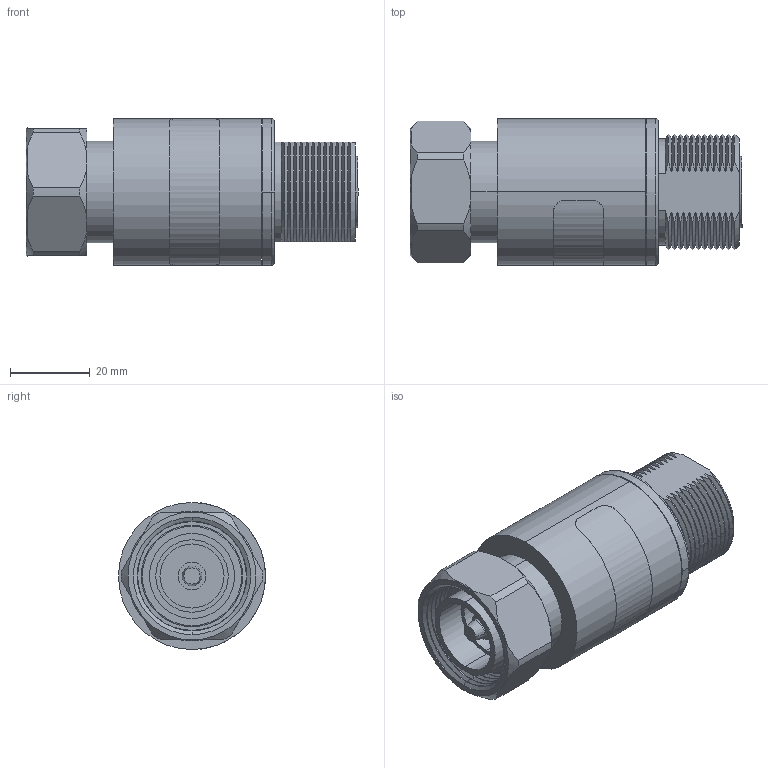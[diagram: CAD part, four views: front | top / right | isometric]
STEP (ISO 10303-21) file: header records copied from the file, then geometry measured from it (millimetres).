
FILE_DESCRIPTION (( 'STEP AP214' ), '1' );
FILE_NAME ('LCSP1006.STEP', '2018-05-01T16:39:34', ( '' ), ( '' ), 'SwSTEP 2.0', 'SolidWorks 2017', '' );
FILE_SCHEMA (( 'AUTOMOTIVE_DESIGN' ));
Length unit declared in the file: inch
Products named in the file (17): LCSP1006; 5800-0171_5800-0171; 4050-0009; 4035-0072; 4009-0036; 4035-0071; 2811-0021; 5800-0173; MED CURVED LP LABEL_CURVED2; 7040-0092; 4051-0026; 4052-0025; 4052-0026; 4050-0013; 5800-0172; 7040-0060; 1729-0040
Assembly tree (21 placements, depth 2):
  LCSP1006
    5800-0171_5800-0171
    5800-0172
    5800-0173
    1729-0040
    7040-0060
    2811-0021  x2
    4052-0025
    4052-0026
    4051-0026  x2
    4035-0071
    7040-0092  x2
    4009-0036  x2
    4050-0009  x2
    4050-0013
    4035-0072
    MED CURVED LP LABEL_CURVED2
Bounding box: 83.16 x 36.83 x 36.83 mm (x, y, z)
Volume: 52015.9 mm3; surface area: 37020.6 mm2
Topology: 21 solids, 21 shells, 1117 faces, 2949 edges, 1905 vertices
Faces by surface type: plane 646, cylinder 271, cone 158, torus 42
Entity records: 25513 total; most frequent: CARTESIAN_POINT 4727, DIRECTION 4217, ORIENTED_EDGE 4098, EDGE_CURVE 2049, AXIS2_PLACEMENT_3D 1480, VERTEX_POINT 1314, LINE 1257, VECTOR 1257
